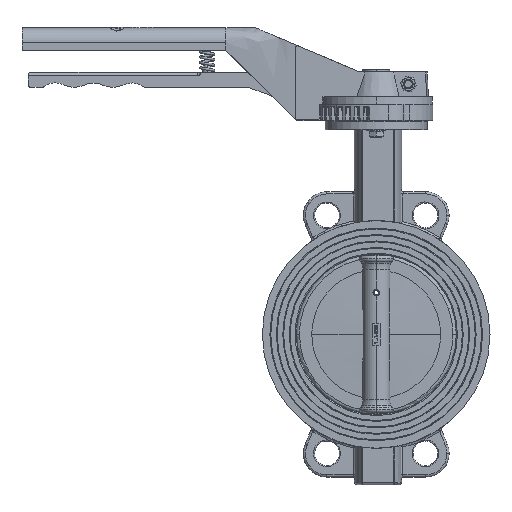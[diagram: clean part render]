
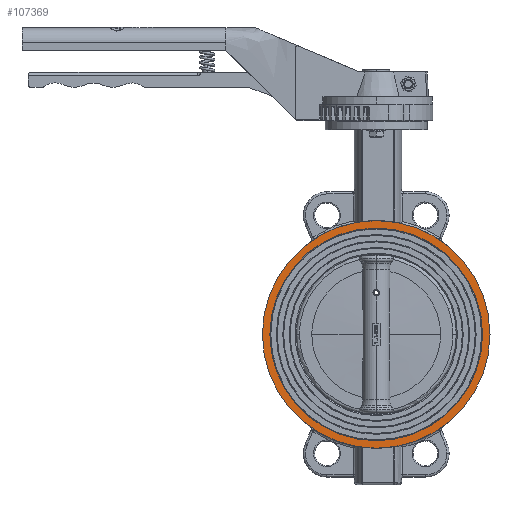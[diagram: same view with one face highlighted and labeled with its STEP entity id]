
A CAD part, front view. The second image highlights one B-rep face of the part: STEP entity #107369.
In plain terms, the highlighted planar face has unit normal (0, -1, 0).
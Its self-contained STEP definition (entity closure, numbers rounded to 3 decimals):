
#100163=CARTESIAN_POINT('',(-99.05,-27.,0.));
#100164=VERTEX_POINT('',#100163);
#100171=CARTESIAN_POINT('',(99.05,-27.,0.));
#100172=VERTEX_POINT('',#100171);
#100173=CARTESIAN_POINT('',(-0.,-27.,-0.));
#100174=DIRECTION('',(-0.,-1.,-0.));
#100175=DIRECTION('',(-1.,0.,0.));
#100176=AXIS2_PLACEMENT_3D('',#100173,#100174,#100175);
#100177=CIRCLE('',#100176,99.05);
#100178=EDGE_CURVE('',#100164,#100172,#100177,.T.);
#105344=CARTESIAN_POINT('',(-106.,-27.,0.));
#105345=VERTEX_POINT('',#105344);
#105352=CARTESIAN_POINT('',(106.,-27.,0.));
#105353=VERTEX_POINT('',#105352);
#105354=CARTESIAN_POINT('',(-0.,-27.,-0.));
#105355=DIRECTION('',(0.,1.,0.));
#105356=DIRECTION('',(-1.,0.,0.));
#105357=AXIS2_PLACEMENT_3D('',#105354,#105355,#105356);
#105358=CIRCLE('',#105357,106.);
#105359=EDGE_CURVE('',#105345,#105353,#105358,.T.);
#107344=CARTESIAN_POINT('',(-0.,-27.,74.65));
#107345=DIRECTION('',(0.,1.,0.));
#107346=DIRECTION('',(-1.,0.,0.));
#107347=AXIS2_PLACEMENT_3D('',#107344,#107345,#107346);
#107348=PLANE('',#107347);
#107349=ORIENTED_EDGE('',*,*,#105359,.F.);
#107350=CARTESIAN_POINT('',(-0.,-27.,-0.));
#107351=DIRECTION('',(0.,1.,0.));
#107352=DIRECTION('',(-1.,0.,0.));
#107353=AXIS2_PLACEMENT_3D('',#107350,#107351,#107352);
#107354=CIRCLE('',#107353,106.);
#107355=EDGE_CURVE('',#105353,#105345,#107354,.T.);
#107356=ORIENTED_EDGE('',*,*,#107355,.F.);
#107357=EDGE_LOOP('',(#107349,#107356));
#107358=FACE_BOUND('',#107357,.T.);
#107359=ORIENTED_EDGE('',*,*,#100178,.F.);
#107360=CARTESIAN_POINT('',(-0.,-27.,-0.));
#107361=DIRECTION('',(-0.,-1.,-0.));
#107362=DIRECTION('',(-1.,0.,0.));
#107363=AXIS2_PLACEMENT_3D('',#107360,#107361,#107362);
#107364=CIRCLE('',#107363,99.05);
#107365=EDGE_CURVE('',#100172,#100164,#107364,.T.);
#107366=ORIENTED_EDGE('',*,*,#107365,.F.);
#107367=EDGE_LOOP('',(#107359,#107366));
#107368=FACE_BOUND('',#107367,.T.);
#107369=ADVANCED_FACE('',(#107358,#107368),#107348,.F.);
